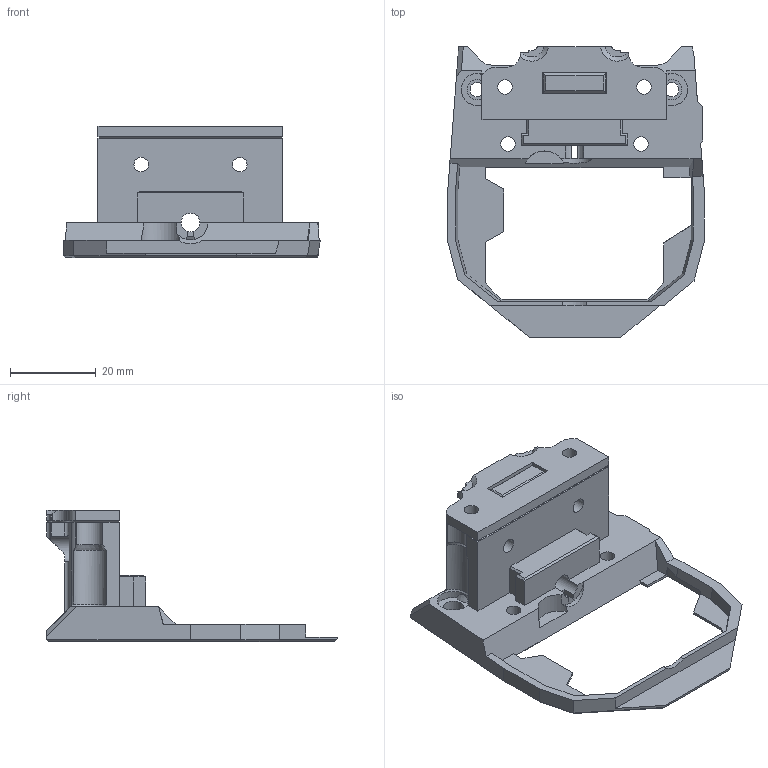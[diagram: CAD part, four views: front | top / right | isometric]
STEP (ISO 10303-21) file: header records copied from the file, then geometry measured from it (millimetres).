
FILE_DESCRIPTION (( 'STEP AP203' ), '1' );
FILE_NAME ('LGX-Mount-SW-r00l - CARABSB.STEP', '2022-10-26T21:48:21', ( '' ), ( '' ), 'SwSTEP 2.0', 'SolidWorks 2022', '' );
FILE_SCHEMA (( 'CONFIG_CONTROL_DESIGN' ));
Length unit declared in the file: millimetre
Products named in the file (1): LGX-Mount-SW-r00l - CARABSB
Bounding box: 59.91 x 67.85 x 30.6 mm (x, y, z)
Volume: 22775.3 mm3; surface area: 12159.9 mm2
Topology: 2 solids, 2 shells, 290 faces, 756 edges, 476 vertices
Faces by surface type: plane 209, cylinder 55, cone 26
Full cylindrical faces by diameter (mm): 3.4 x11, 4.4 x1, 4.7 x5, 6 x6, 7.5 x2
Entity records: 8713 total; most frequent: CARTESIAN_POINT 1757, ORIENTED_EDGE 1420, DIRECTION 1364, EDGE_CURVE 710, LINE 512, VECTOR 512, VERTEX_POINT 463, AXIS2_PLACEMENT_3D 426
